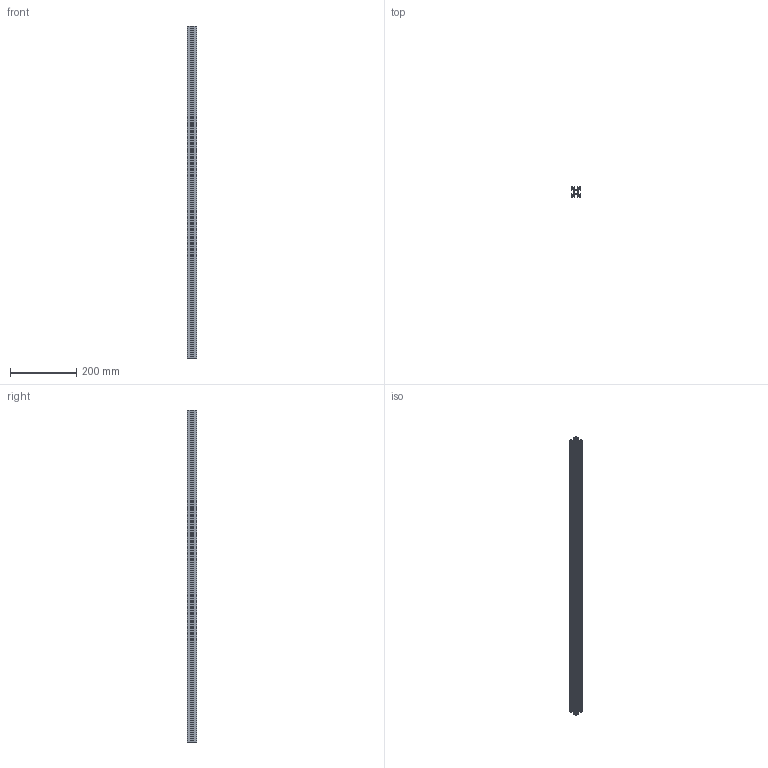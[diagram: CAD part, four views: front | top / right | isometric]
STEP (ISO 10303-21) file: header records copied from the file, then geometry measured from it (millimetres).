
FILE_DESCRIPTION (( 'STEP AP214' ), '1' );
FILE_NAME ('333L Êîíñòðóêöèîííûé ïðîôèëü 30õ30L.STEP', '2019-02-28T13:01:10', ( 'Ïîëüçîâàòåëü Windows' ), ( '' ), 'SwSTEP 2.0', 'SolidWorks 2018', '' );
FILE_SCHEMA (( 'AUTOMOTIVE_DESIGN' ));
Length unit declared in the file: millimetre
Products named in the file (1): 333L Êîíñòðóêöèîííûé ïðîôèëü 30õ30L
Bounding box: 30 x 30 x 1000 mm (x, y, z)
Volume: 227868.7 mm3; surface area: 385418.8 mm2
Topology: 1 solids, 1 shells, 310 faces, 924 edges, 616 vertices
Faces by surface type: cylinder 164, plane 146
Entity records: 10570 total; most frequent: DIRECTION 1874, CARTESIAN_POINT 1851, ORIENTED_EDGE 1848, EDGE_CURVE 924, AXIS2_PLACEMENT_3D 639, VERTEX_POINT 616, VECTOR 596, LINE 596
